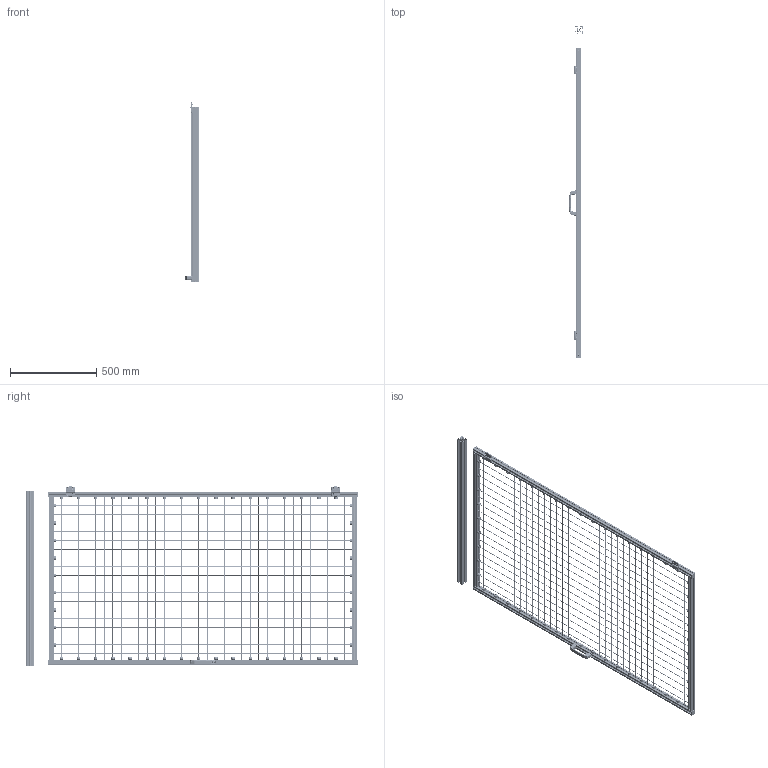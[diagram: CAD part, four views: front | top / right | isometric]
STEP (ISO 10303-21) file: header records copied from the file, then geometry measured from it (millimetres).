
FILE_DESCRIPTION (( 'STEP AP214' ), '1' );
FILE_NAME ('AL-D3008D ñáîðêà.STEP', '2026-02-20T08:31:03', ( '' ), ( '' ), 'SwSTEP 2.0', 'SolidWorks 2021', '' );
FILE_SCHEMA (( 'AUTOMOTIVE_DESIGN' ));
Length unit declared in the file: millimetre
Products named in the file (20): AL-PSB-3030-(B) Àëþìèíèåâûé êîíñòðóêöèîííûé ïðîôèëü 30x30B_1000-60; AL-6.41.08.01 Êðåïëåíèå äëÿ ñåòêè Ïàç 8 (1); AL-1740.955.50.4 ñåòêà îöèíêîâàííàÿ 50õ50õ4, 1740õ955; AL-PL-4545-A Àëþìèíèåâûé êîíñòðóêöèîííûé ïðîôèëü 45õ45 àíîäèð_-; socket button head screw_iso_ISO 7380 - M8 x 35 - 35S; AL-351.0600A.01 Äâåðíàÿ ïåòëÿ àëþìèíèåâàÿ, 30 ñåðèÿ; AL-2D09.A31A.01 Ãàéêà Ò-îáðàçíàÿ ïàç 10, Ì6; AL-6002 Ðó÷êà ïëàñòèêîâàÿ 122 ìì; 諘蜱齁罻_2; AL-D3008D 鼁闉罻; AL-375.0200A.01 Çàãëóøêà òîðöåâàÿ 30õ30; AL-6.41.08.01 Êðåïëåíèå äëÿ ñåòêè Ïàç 8 - âòóëêà_00; socket countersunk head screw_din_DIN 7991 - M6 x 12 --- 5.7N; 砎麔 鼫襚醂1740; socket head cap screw_din_DIN 912 M6 x 20 --- 20N; AL-PSB-3030-(B) Àëþìèíèåâûé êîíñòðóêöèîííûé ïðîôèëü 30x30B; AL-6.41.08.01 Êðåïëåíèå äëÿ ñåòêè Ïàç 8 - âèíò1; 砎麔 鼫襚醂955; 706-122 PF
Assembly tree (140 placements, depth 3):
  AL-D3008D 鼁闉罻
    AL-1740.955.50.4 ñåòêà îöèíêîâàííàÿ 50õ50õ4, 1740õ955
      砎麔 鼫襚醂955  x34
      砎麔 鼫襚醂1740  x18
    AL-6.41.08.01 Êðåïëåíèå äëÿ ñåòêè Ïàç 8 (1)  x52
      AL-6.41.08.01 Êðåïëåíèå äëÿ ñåòêè Ïàç 8 - âèíò1
      AL-6.41.08.01 Êðåïëåíèå äëÿ ñåòêè Ïàç 8 - âòóëêà_00
    AL-PSB-3030-(B) Àëþìèíèåâûé êîíñòðóêöèîííûé ïðîôèëü 30x30B
    AL-PSB-3030-(B) Àëþìèíèåâûé êîíñòðóêöèîííûé ïðîôèëü 30x30B
    AL-PSB-3030-(B) Àëþìèíèåâûé êîíñòðóêöèîííûé ïðîôèëü 30x30B_1000-60  x2
    AL-6002 Ðó÷êà ïëàñòèêîâàÿ 122 ìì
      706-122 PF
      諘蜱齁罻_2  x2
    AL-351.0600A.01 Äâåðíàÿ ïåòëÿ àëþìèíèåâàÿ, 30 ñåðèÿ  x2
    socket countersunk head screw_din_DIN 7991 - M6 x 12 --- 5.7N  x8
    AL-PL-4545-A Àëþìèíèåâûé êîíñòðóêöèîííûé ïðîôèëü 45õ45 àíîäèð_-
    AL-375.0200A.01 Çàãëóøêà òîðöåâàÿ 30õ30  x4
    socket head cap screw_din_DIN 912 M6 x 20 --- 20N  x2
    AL-2D09.A31A.01 Ãàéêà Ò-îáðàçíàÿ ïàç 10, Ì6  x4
    socket button head screw_iso_ISO 7380 - M8 x 35 - 35S  x4
Bounding box: 77.1 x 1919.73 x 1037 mm (x, y, z)
Volume: 3365370.3 mm3; surface area: 3402494.7 mm2
Topology: 190 solids, 190 shells, 7950 faces, 20436 edges, 12906 vertices
Faces by surface type: plane 2942, cylinder 2875, bspline 1146, cone 931, torus 48, sphere 8
Entity records: 60743 total; most frequent: CARTESIAN_POINT 18202, ORIENTED_EDGE 8318, DIRECTION 7995, EDGE_CURVE 4159, AXIS2_PLACEMENT_3D 2706, VERTEX_POINT 2702, LINE 2583, VECTOR 2583
